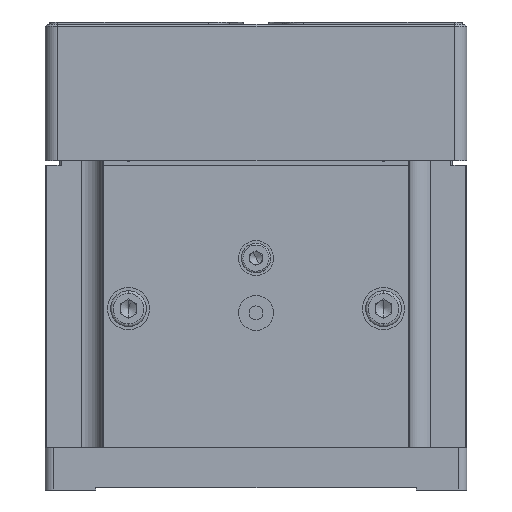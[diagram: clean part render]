
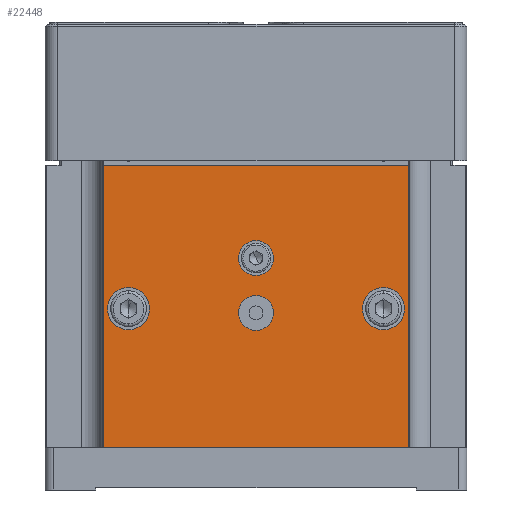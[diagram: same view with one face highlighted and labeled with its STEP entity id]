
A CAD part, front view. The second image highlights one B-rep face of the part: STEP entity #22448.
In plain terms, the highlighted planar face has unit normal (0, -1, 0).
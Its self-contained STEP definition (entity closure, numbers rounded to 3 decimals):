
#63 = ORIENTED_EDGE ( 'NONE', *, *, #10469, .T. ) ;
#290 = CARTESIAN_POINT ( 'NONE',  ( 0., -50., 32. ) ) ;
#1008 = DIRECTION ( 'NONE',  ( 0., 1., 0. ) ) ;
#2100 = EDGE_CURVE ( 'NONE', #24062, #47735, #4074, .T. ) ;
#2869 = DIRECTION ( 'NONE',  ( 0., 0., -1. ) ) ;
#3254 = EDGE_LOOP ( 'NONE', ( #41469, #6848 ) ) ;
#3493 = VECTOR ( 'NONE', #11708, 1000. ) ;
#3714 = LINE ( 'NONE', #18623, #16503 ) ;
#4074 = LINE ( 'NONE', #18528, #32215 ) ;
#4111 = DIRECTION ( 'NONE',  ( 0., 1., 0. ) ) ;
#4383 = DIRECTION ( 'NONE',  ( 0., 1., 0. ) ) ;
#4619 = VERTEX_POINT ( 'NONE', #8941 ) ;
#6057 = CARTESIAN_POINT ( 'NONE',  ( 0., -50., 32. ) ) ;
#6121 = DIRECTION ( 'NONE',  ( 0., 0., -1. ) ) ;
#6848 = ORIENTED_EDGE ( 'NONE', *, *, #18302, .T. ) ;
#7817 = EDGE_LOOP ( 'NONE', ( #16311, #43905 ) ) ;
#8010 = CARTESIAN_POINT ( 'NONE',  ( 0., -50., 49.127 ) ) ;
#8178 = EDGE_LOOP ( 'NONE', ( #63, #46107 ) ) ;
#8837 = ORIENTED_EDGE ( 'NONE', *, *, #22192, .T. ) ;
#8941 = CARTESIAN_POINT ( 'NONE',  ( 0., -50., 40.873 ) ) ;
#9051 = CARTESIAN_POINT ( 'NONE',  ( 30.25, -50., 28. ) ) ;
#10191 = FACE_BOUND ( 'NONE', #30556, .T. ) ;
#10428 = FACE_BOUND ( 'NONE', #7817, .T. ) ;
#10469 = EDGE_CURVE ( 'NONE', #23590, #30789, #34557, .T. ) ;
#10694 = FACE_OUTER_BOUND ( 'NONE', #23363, .T. ) ;
#10948 = VERTEX_POINT ( 'NONE', #27838 ) ;
#11073 = CIRCLE ( 'NONE', #21239, 4.127 ) ;
#11708 = DIRECTION ( 'NONE',  ( -1., 0., 0. ) ) ;
#11771 = CIRCLE ( 'NONE', #26612, 4.127 ) ;
#12326 = CIRCLE ( 'NONE', #18584, 5. ) ;
#12620 = AXIS2_PLACEMENT_3D ( 'NONE', #39804, #29015, #2869 ) ;
#12910 = EDGE_CURVE ( 'NONE', #31611, #21318, #18986, .T. ) ;
#12944 = CARTESIAN_POINT ( 'NONE',  ( -30.25, -50., 28. ) ) ;
#13873 = CARTESIAN_POINT ( 'NONE',  ( 0., -50., 45. ) ) ;
#14102 = FACE_BOUND ( 'NONE', #8178, .T. ) ;
#14860 = AXIS2_PLACEMENT_3D ( 'NONE', #290, #1008, #15926 ) ;
#15386 = LINE ( 'NONE', #45243, #3493 ) ;
#15926 = DIRECTION ( 'NONE',  ( 0., 0., -1. ) ) ;
#16003 = EDGE_CURVE ( 'NONE', #24062, #10948, #15386, .T. ) ;
#16311 = ORIENTED_EDGE ( 'NONE', *, *, #17954, .T. ) ;
#16460 = AXIS2_PLACEMENT_3D ( 'NONE', #33528, #4383, #34248 ) ;
#16503 = VECTOR ( 'NONE', #40423, 1000. ) ;
#17534 = DIRECTION ( 'NONE',  ( 0., 0., -1. ) ) ;
#17535 = DIRECTION ( 'NONE',  ( 0., 0., -1. ) ) ;
#17954 = EDGE_CURVE ( 'NONE', #25954, #24754, #42238, .T. ) ;
#18302 = EDGE_CURVE ( 'NONE', #21318, #31611, #46158, .T. ) ;
#18528 = CARTESIAN_POINT ( 'NONE',  ( 36.2, -50., -9.5 ) ) ;
#18584 = AXIS2_PLACEMENT_3D ( 'NONE', #20550, #39383, #6121 ) ;
#18623 = CARTESIAN_POINT ( 'NONE',  ( -50., -50., 67. ) ) ;
#18986 = CIRCLE ( 'NONE', #40205, 5. ) ;
#19743 = DIRECTION ( 'NONE',  ( 0., 0., -1. ) ) ;
#20286 = CARTESIAN_POINT ( 'NONE',  ( 0., -50., 27.873 ) ) ;
#20550 = CARTESIAN_POINT ( 'NONE',  ( 30.25, -50., 33. ) ) ;
#20565 = CIRCLE ( 'NONE', #33086, 4.127 ) ;
#21239 = AXIS2_PLACEMENT_3D ( 'NONE', #13873, #21454, #17534 ) ;
#21318 = VERTEX_POINT ( 'NONE', #27993 ) ;
#21454 = DIRECTION ( 'NONE',  ( 0., 1., 0. ) ) ;
#22192 = EDGE_CURVE ( 'NONE', #29185, #10948, #34673, .T. ) ;
#22289 = VECTOR ( 'NONE', #45937, 1000. ) ;
#22440 = EDGE_CURVE ( 'NONE', #4619, #31921, #11073, .T. ) ;
#22448 = ADVANCED_FACE ( 'NONE', ( #10694, #14102, #40535, #10191, #10428 ), #36378, .T. ) ;
#23363 = EDGE_LOOP ( 'NONE', ( #24565, #8837, #39503, #40573 ) ) ;
#23450 = CARTESIAN_POINT ( 'NONE',  ( -30.25, -50., 33. ) ) ;
#23590 = VERTEX_POINT ( 'NONE', #9051 ) ;
#23929 = EDGE_CURVE ( 'NONE', #31921, #4619, #20565, .T. ) ;
#24062 = VERTEX_POINT ( 'NONE', #37870 ) ;
#24565 = ORIENTED_EDGE ( 'NONE', *, *, #46649, .T. ) ;
#24658 = DIRECTION ( 'NONE',  ( 0., 1., 0. ) ) ;
#24754 = VERTEX_POINT ( 'NONE', #44807 ) ;
#25954 = VERTEX_POINT ( 'NONE', #20286 ) ;
#26395 = EDGE_CURVE ( 'NONE', #24754, #25954, #11771, .T. ) ;
#26612 = AXIS2_PLACEMENT_3D ( 'NONE', #6057, #24658, #17535 ) ;
#26717 = CARTESIAN_POINT ( 'NONE',  ( -36.2, -50., 67. ) ) ;
#27090 = CARTESIAN_POINT ( 'NONE',  ( -36.2, -50., -9.5 ) ) ;
#27838 = CARTESIAN_POINT ( 'NONE',  ( -36.2, -50., 0. ) ) ;
#27993 = CARTESIAN_POINT ( 'NONE',  ( -30.25, -50., 38. ) ) ;
#28758 = EDGE_CURVE ( 'NONE', #30789, #23590, #12326, .T. ) ;
#29015 = DIRECTION ( 'NONE',  ( 0., -1., 0. ) ) ;
#29185 = VERTEX_POINT ( 'NONE', #26717 ) ;
#29798 = DIRECTION ( 'NONE',  ( 0., 0., -1. ) ) ;
#30007 = DIRECTION ( 'NONE',  ( 0., 0., 1. ) ) ;
#30513 = DIRECTION ( 'NONE',  ( 0., 1., 0. ) ) ;
#30556 = EDGE_LOOP ( 'NONE', ( #42186, #38089 ) ) ;
#30789 = VERTEX_POINT ( 'NONE', #46846 ) ;
#31569 = DIRECTION ( 'NONE',  ( 0., 1., 0. ) ) ;
#31611 = VERTEX_POINT ( 'NONE', #12944 ) ;
#31921 = VERTEX_POINT ( 'NONE', #8010 ) ;
#32215 = VECTOR ( 'NONE', #30007, 1000. ) ;
#33086 = AXIS2_PLACEMENT_3D ( 'NONE', #40587, #4111, #29798 ) ;
#33528 = CARTESIAN_POINT ( 'NONE',  ( -30.25, -50., 33. ) ) ;
#34101 = CARTESIAN_POINT ( 'NONE',  ( 36.2, -50., 67. ) ) ;
#34248 = DIRECTION ( 'NONE',  ( 0., 0., -1. ) ) ;
#34557 = CIRCLE ( 'NONE', #41586, 5. ) ;
#34673 = LINE ( 'NONE', #27090, #22289 ) ;
#35010 = CARTESIAN_POINT ( 'NONE',  ( 30.25, -50., 33. ) ) ;
#35481 = DIRECTION ( 'NONE',  ( 0., 0., -1. ) ) ;
#36378 = PLANE ( 'NONE',  #12620 ) ;
#37870 = CARTESIAN_POINT ( 'NONE',  ( 36.2, -50., 0. ) ) ;
#38089 = ORIENTED_EDGE ( 'NONE', *, *, #23929, .T. ) ;
#39383 = DIRECTION ( 'NONE',  ( 0., 1., 0. ) ) ;
#39503 = ORIENTED_EDGE ( 'NONE', *, *, #16003, .F. ) ;
#39804 = CARTESIAN_POINT ( 'NONE',  ( -50., -50., -9.5 ) ) ;
#40205 = AXIS2_PLACEMENT_3D ( 'NONE', #23450, #30513, #19743 ) ;
#40423 = DIRECTION ( 'NONE',  ( -1., 0., 0. ) ) ;
#40535 = FACE_BOUND ( 'NONE', #3254, .T. ) ;
#40573 = ORIENTED_EDGE ( 'NONE', *, *, #2100, .T. ) ;
#40587 = CARTESIAN_POINT ( 'NONE',  ( 0., -50., 45. ) ) ;
#41469 = ORIENTED_EDGE ( 'NONE', *, *, #12910, .T. ) ;
#41586 = AXIS2_PLACEMENT_3D ( 'NONE', #35010, #31569, #35481 ) ;
#42186 = ORIENTED_EDGE ( 'NONE', *, *, #22440, .T. ) ;
#42238 = CIRCLE ( 'NONE', #14860, 4.127 ) ;
#43905 = ORIENTED_EDGE ( 'NONE', *, *, #26395, .T. ) ;
#44807 = CARTESIAN_POINT ( 'NONE',  ( 0., -50., 36.127 ) ) ;
#45243 = CARTESIAN_POINT ( 'NONE',  ( 0., -50., 0. ) ) ;
#45937 = DIRECTION ( 'NONE',  ( 0., 0., -1. ) ) ;
#46107 = ORIENTED_EDGE ( 'NONE', *, *, #28758, .T. ) ;
#46158 = CIRCLE ( 'NONE', #16460, 5. ) ;
#46649 = EDGE_CURVE ( 'NONE', #47735, #29185, #3714, .T. ) ;
#46846 = CARTESIAN_POINT ( 'NONE',  ( 30.25, -50., 38. ) ) ;
#47735 = VERTEX_POINT ( 'NONE', #34101 ) ;
